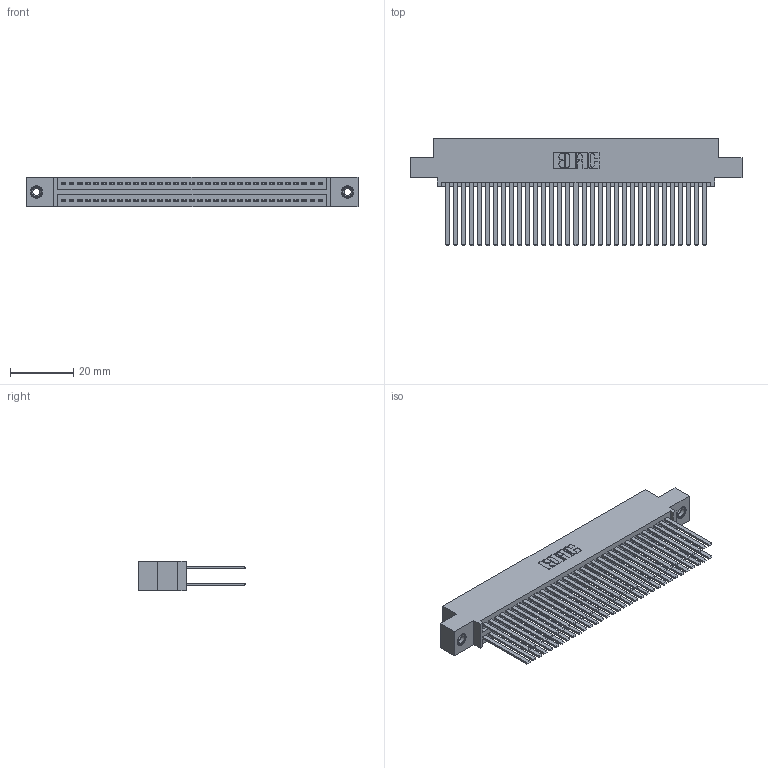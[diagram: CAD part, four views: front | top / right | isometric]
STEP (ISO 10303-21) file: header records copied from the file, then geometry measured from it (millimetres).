
FILE_DESCRIPTION (( 'STEP AP203' ), '1' );
FILE_NAME ('395-066-544-508.STEP', '2018-11-25T05:07:59', ( '' ), ( '' ), 'SwSTEP 2.0', 'SolidWorks 2016', '' );
FILE_SCHEMA (( 'CONFIG_CONTROL_DESIGN' ));
Length unit declared in the file: inch
Products named in the file (4): 345 Part_0.110 Offset - 0.156 Dia-TI; 345-292-001_345-293-144; 345-250-001_345-250-003-102; 395-066-544-508
Assembly tree (69 placements, depth 2):
  395-066-544-508
    345 Part_0.110 Offset - 0.156 Dia-TI
    345-292-001_345-293-144  x66
    345-250-001_345-250-003-102  x2
Bounding box: 105.03 x 33.96 x 9.4 mm (x, y, z)
Volume: 10964.4 mm3; surface area: 18850.8 mm2
Topology: 69 solids, 69 shells, 3094 faces, 9135 edges, 5994 vertices
Faces by surface type: plane 2030, cylinder 1048, cone 12, torus 4
Entity records: 28238 total; most frequent: CARTESIAN_POINT 4723, ORIENTED_EDGE 4650, DIRECTION 4199, EDGE_CURVE 2325, LINE 2045, VECTOR 2045, VERTEX_POINT 1544, AXIS2_PLACEMENT_3D 1077
